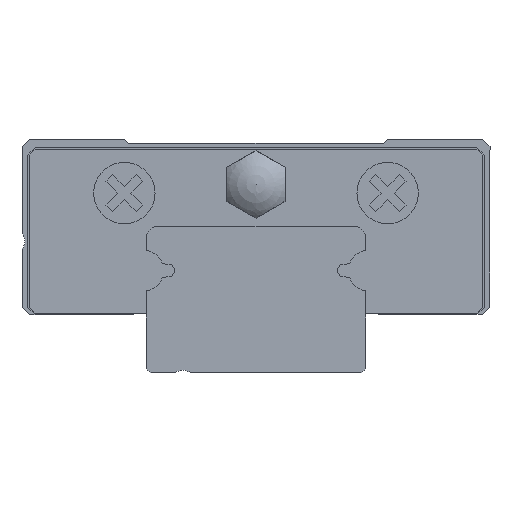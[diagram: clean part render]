
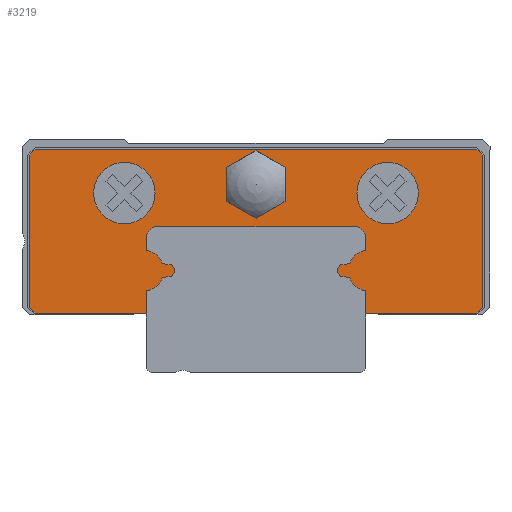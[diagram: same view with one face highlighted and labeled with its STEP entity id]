
A CAD part, front view. The second image highlights one B-rep face of the part: STEP entity #3219.
In plain terms, the highlighted planar face has unit normal (0, -1, 0).
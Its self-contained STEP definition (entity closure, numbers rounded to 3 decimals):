
#108=LINE('',#5740,#494);
#109=LINE('',#5743,#495);
#110=LINE('',#5745,#496);
#111=LINE('',#5747,#497);
#112=LINE('',#5749,#498);
#113=LINE('',#5751,#499);
#114=LINE('',#5753,#500);
#115=LINE('',#5757,#501);
#116=LINE('',#5761,#502);
#117=LINE('',#5765,#503);
#118=LINE('',#5769,#504);
#119=LINE('',#5773,#505);
#120=LINE('',#5777,#506);
#121=LINE('',#5781,#507);
#122=LINE('',#5785,#508);
#123=LINE('',#5787,#509);
#124=LINE('',#5789,#510);
#125=LINE('',#5791,#511);
#494=VECTOR('',#4836,1000.);
#495=VECTOR('',#4837,1000.);
#496=VECTOR('',#4838,1000.);
#497=VECTOR('',#4839,1000.);
#498=VECTOR('',#4840,1000.);
#499=VECTOR('',#4841,1000.);
#500=VECTOR('',#4842,1000.);
#501=VECTOR('',#4845,1000.);
#502=VECTOR('',#4848,1000.);
#503=VECTOR('',#4851,1000.);
#504=VECTOR('',#4854,1000.);
#505=VECTOR('',#4857,1000.);
#506=VECTOR('',#4860,1000.);
#507=VECTOR('',#4863,1000.);
#508=VECTOR('',#4866,1000.);
#509=VECTOR('',#4867,1000.);
#510=VECTOR('',#4868,1000.);
#511=VECTOR('',#4869,1000.);
#834=PLANE('',#4438);
#1135=ORIENTED_EDGE('',*,*,#1979,.T.);
#1136=ORIENTED_EDGE('',*,*,#1980,.F.);
#1137=ORIENTED_EDGE('',*,*,#1981,.T.);
#1138=ORIENTED_EDGE('',*,*,#1982,.T.);
#1139=ORIENTED_EDGE('',*,*,#1983,.T.);
#1140=ORIENTED_EDGE('',*,*,#1984,.T.);
#1141=ORIENTED_EDGE('',*,*,#1985,.T.);
#1142=ORIENTED_EDGE('',*,*,#1986,.T.);
#1143=ORIENTED_EDGE('',*,*,#1987,.T.);
#1144=ORIENTED_EDGE('',*,*,#1988,.T.);
#1145=ORIENTED_EDGE('',*,*,#1989,.T.);
#1146=ORIENTED_EDGE('',*,*,#1990,.T.);
#1147=ORIENTED_EDGE('',*,*,#1991,.T.);
#1148=ORIENTED_EDGE('',*,*,#1992,.T.);
#1149=ORIENTED_EDGE('',*,*,#1993,.T.);
#1150=ORIENTED_EDGE('',*,*,#1994,.T.);
#1151=ORIENTED_EDGE('',*,*,#1995,.T.);
#1152=ORIENTED_EDGE('',*,*,#1996,.T.);
#1153=ORIENTED_EDGE('',*,*,#1997,.T.);
#1154=ORIENTED_EDGE('',*,*,#1998,.T.);
#1155=ORIENTED_EDGE('',*,*,#1999,.T.);
#1156=ORIENTED_EDGE('',*,*,#2000,.T.);
#1157=ORIENTED_EDGE('',*,*,#2001,.T.);
#1158=ORIENTED_EDGE('',*,*,#2002,.T.);
#1159=ORIENTED_EDGE('',*,*,#2003,.T.);
#1160=ORIENTED_EDGE('',*,*,#2004,.T.);
#1161=ORIENTED_EDGE('',*,*,#2005,.T.);
#1162=ORIENTED_EDGE('',*,*,#2006,.T.);
#1163=ORIENTED_EDGE('',*,*,#2007,.F.);
#1979=EDGE_CURVE('',#2416,#2416,#2695,.T.);
#1980=EDGE_CURVE('',#2417,#2417,#2696,.T.);
#1981=EDGE_CURVE('',#2418,#2419,#108,.T.);
#1982=EDGE_CURVE('',#2419,#2420,#109,.T.);
#1983=EDGE_CURVE('',#2420,#2421,#110,.T.);
#1984=EDGE_CURVE('',#2421,#2422,#111,.T.);
#1985=EDGE_CURVE('',#2422,#2423,#112,.T.);
#1986=EDGE_CURVE('',#2423,#2424,#113,.T.);
#1987=EDGE_CURVE('',#2424,#2425,#114,.T.);
#1988=EDGE_CURVE('',#2425,#2426,#2697,.T.);
#1989=EDGE_CURVE('',#2426,#2427,#115,.T.);
#1990=EDGE_CURVE('',#2427,#2428,#2698,.T.);
#1991=EDGE_CURVE('',#2428,#2429,#116,.T.);
#1992=EDGE_CURVE('',#2429,#2430,#2699,.T.);
#1993=EDGE_CURVE('',#2430,#2431,#117,.T.);
#1994=EDGE_CURVE('',#2431,#2432,#2700,.T.);
#1995=EDGE_CURVE('',#2432,#2433,#118,.T.);
#1996=EDGE_CURVE('',#2433,#2434,#2701,.T.);
#1997=EDGE_CURVE('',#2434,#2435,#119,.T.);
#1998=EDGE_CURVE('',#2435,#2436,#2702,.T.);
#1999=EDGE_CURVE('',#2436,#2437,#120,.T.);
#2000=EDGE_CURVE('',#2437,#2438,#2703,.T.);
#2001=EDGE_CURVE('',#2438,#2439,#121,.T.);
#2002=EDGE_CURVE('',#2439,#2440,#2704,.T.);
#2003=EDGE_CURVE('',#2440,#2441,#122,.T.);
#2004=EDGE_CURVE('',#2441,#2442,#123,.T.);
#2005=EDGE_CURVE('',#2442,#2443,#124,.T.);
#2006=EDGE_CURVE('',#2443,#2418,#125,.T.);
#2007=EDGE_CURVE('',#2444,#2444,#2705,.T.);
#2416=VERTEX_POINT('',#5737);
#2417=VERTEX_POINT('',#5739);
#2418=VERTEX_POINT('',#5741);
#2419=VERTEX_POINT('',#5742);
#2420=VERTEX_POINT('',#5744);
#2421=VERTEX_POINT('',#5746);
#2422=VERTEX_POINT('',#5748);
#2423=VERTEX_POINT('',#5750);
#2424=VERTEX_POINT('',#5752);
#2425=VERTEX_POINT('',#5754);
#2426=VERTEX_POINT('',#5756);
#2427=VERTEX_POINT('',#5758);
#2428=VERTEX_POINT('',#5760);
#2429=VERTEX_POINT('',#5762);
#2430=VERTEX_POINT('',#5764);
#2431=VERTEX_POINT('',#5766);
#2432=VERTEX_POINT('',#5768);
#2433=VERTEX_POINT('',#5770);
#2434=VERTEX_POINT('',#5772);
#2435=VERTEX_POINT('',#5774);
#2436=VERTEX_POINT('',#5776);
#2437=VERTEX_POINT('',#5778);
#2438=VERTEX_POINT('',#5780);
#2439=VERTEX_POINT('',#5782);
#2440=VERTEX_POINT('',#5784);
#2441=VERTEX_POINT('',#5786);
#2442=VERTEX_POINT('',#5788);
#2443=VERTEX_POINT('',#5790);
#2444=VERTEX_POINT('',#5793);
#2695=CIRCLE('',#4439,1.23);
#2696=CIRCLE('',#4440,2.1);
#2697=CIRCLE('',#4441,1.4);
#2698=CIRCLE('',#4442,0.47);
#2699=CIRCLE('',#4443,1.4);
#2700=CIRCLE('',#4444,1.15);
#2701=CIRCLE('',#4445,1.15);
#2702=CIRCLE('',#4446,1.4);
#2703=CIRCLE('',#4447,0.47);
#2704=CIRCLE('',#4448,1.4);
#2705=CIRCLE('',#4449,2.1);
#2771=EDGE_LOOP('',(#1135));
#2772=EDGE_LOOP('',(#1136));
#2773=EDGE_LOOP('',(#1137,#1138,#1139,#1140,#1141,#1142,#1143,#1144,#1145,
#1146,#1147,#1148,#1149,#1150,#1151,#1152,#1153,#1154,#1155,#1156,#1157,
#1158,#1159,#1160,#1161,#1162));
#2774=EDGE_LOOP('',(#1163));
#2983=FACE_BOUND('',#2771,.T.);
#2984=FACE_BOUND('',#2772,.T.);
#2985=FACE_BOUND('',#2773,.T.);
#2986=FACE_BOUND('',#2774,.T.);
#3219=ADVANCED_FACE('',(#2983,#2984,#2985,#2986),#834,.T.);
#4438=AXIS2_PLACEMENT_3D('',#5735,#4830,#4831);
#4439=AXIS2_PLACEMENT_3D('',#5736,#4832,#4833);
#4440=AXIS2_PLACEMENT_3D('',#5738,#4834,#4835);
#4441=AXIS2_PLACEMENT_3D('',#5755,#4843,#4844);
#4442=AXIS2_PLACEMENT_3D('',#5759,#4846,#4847);
#4443=AXIS2_PLACEMENT_3D('',#5763,#4849,#4850);
#4444=AXIS2_PLACEMENT_3D('',#5767,#4852,#4853);
#4445=AXIS2_PLACEMENT_3D('',#5771,#4855,#4856);
#4446=AXIS2_PLACEMENT_3D('',#5775,#4858,#4859);
#4447=AXIS2_PLACEMENT_3D('',#5779,#4861,#4862);
#4448=AXIS2_PLACEMENT_3D('',#5783,#4864,#4865);
#4449=AXIS2_PLACEMENT_3D('',#5792,#4870,#4871);
#4830=DIRECTION('',(0.,-1.,0.));
#4831=DIRECTION('',(0.,0.,-1.));
#4832=DIRECTION('',(0.,1.,0.));
#4833=DIRECTION('',(0.,0.,-1.));
#4834=DIRECTION('',(0.,-1.,0.));
#4835=DIRECTION('',(1.,0.,0.));
#4836=DIRECTION('',(-0.707,0.,0.707));
#4837=DIRECTION('',(-1.,0.,0.));
#4838=DIRECTION('',(-0.707,0.,-0.707));
#4839=DIRECTION('',(0.,0.,-1.));
#4840=DIRECTION('',(0.707,0.,-0.707));
#4841=DIRECTION('',(1.,0.,0.));
#4842=DIRECTION('',(0.,0.,1.));
#4843=DIRECTION('',(0.,-1.,0.));
#4844=DIRECTION('',(1.,0.,0.));
#4845=DIRECTION('',(0.991,0.,0.135));
#4846=DIRECTION('',(0.,-1.,0.));
#4847=DIRECTION('',(-1.,0.,0.));
#4848=DIRECTION('',(-0.991,0.,0.135));
#4849=DIRECTION('',(0.,-1.,0.));
#4850=DIRECTION('',(1.,0.,0.));
#4851=DIRECTION('',(0.,0.,1.));
#4852=DIRECTION('',(0.,1.,0.));
#4853=DIRECTION('',(1.,0.,0.));
#4854=DIRECTION('',(1.,0.,0.));
#4855=DIRECTION('',(0.,1.,0.));
#4856=DIRECTION('',(1.,0.,0.));
#4857=DIRECTION('',(0.,0.,-1.));
#4858=DIRECTION('',(0.,-1.,0.));
#4859=DIRECTION('',(1.,0.,0.));
#4860=DIRECTION('',(-0.991,0.,-0.135));
#4861=DIRECTION('',(0.,-1.,0.));
#4862=DIRECTION('',(1.,0.,0.));
#4863=DIRECTION('',(0.991,0.,-0.135));
#4864=DIRECTION('',(0.,-1.,0.));
#4865=DIRECTION('',(1.,0.,0.));
#4866=DIRECTION('',(0.,0.,-1.));
#4867=DIRECTION('',(1.,0.,0.));
#4868=DIRECTION('',(0.707,0.,0.707));
#4869=DIRECTION('',(0.,0.,1.));
#4870=DIRECTION('',(0.,-1.,0.));
#4871=DIRECTION('',(1.,0.,0.));
#5735=CARTESIAN_POINT('',(-7.716,-16.,7.));
#5736=CARTESIAN_POINT('',(0.,-16.,12.9));
#5737=CARTESIAN_POINT('',(0.,-16.,11.671));
#5738=CARTESIAN_POINT('',(9.,-16.,12.3));
#5739=CARTESIAN_POINT('',(11.1,-16.,12.3));
#5740=CARTESIAN_POINT('',(15.5,-16.,14.9));
#5741=CARTESIAN_POINT('',(15.5,-16.,14.9));
#5742=CARTESIAN_POINT('',(15.1,-16.,15.3));
#5743=CARTESIAN_POINT('',(15.1,-16.,15.3));
#5744=CARTESIAN_POINT('',(-15.1,-16.,15.3));
#5745=CARTESIAN_POINT('',(-15.1,-16.,15.3));
#5746=CARTESIAN_POINT('',(-15.5,-16.,14.9));
#5747=CARTESIAN_POINT('',(-15.5,-16.,14.9));
#5748=CARTESIAN_POINT('',(-15.5,-16.,4.5));
#5749=CARTESIAN_POINT('',(-15.5,-16.,4.5));
#5750=CARTESIAN_POINT('',(-15.1,-16.,4.1));
#5751=CARTESIAN_POINT('',(-15.1,-16.,4.1));
#5752=CARTESIAN_POINT('',(-7.5,-16.,4.1));
#5753=CARTESIAN_POINT('',(-7.5,-16.,4.1));
#5754=CARTESIAN_POINT('',(-7.5,-16.,5.617));
#5755=CARTESIAN_POINT('',(-7.716,-16.,7.));
#5756=CARTESIAN_POINT('',(-6.399,-16.,6.526));
#5757=CARTESIAN_POINT('',(-6.399,-16.,6.526));
#5758=CARTESIAN_POINT('',(-5.79,-16.,6.609));
#5759=CARTESIAN_POINT('',(-6.05,-16.,7.));
#5760=CARTESIAN_POINT('',(-5.79,-16.,7.391));
#5761=CARTESIAN_POINT('',(-5.79,-16.,7.391));
#5762=CARTESIAN_POINT('',(-6.399,-16.,7.474));
#5763=CARTESIAN_POINT('',(-7.716,-16.,7.));
#5764=CARTESIAN_POINT('',(-7.5,-16.,8.383));
#5765=CARTESIAN_POINT('',(-7.5,-16.,8.383));
#5766=CARTESIAN_POINT('',(-7.5,-16.,9.419));
#5767=CARTESIAN_POINT('',(-6.45,-16.,8.95));
#5768=CARTESIAN_POINT('',(-6.919,-16.,10.));
#5769=CARTESIAN_POINT('',(-6.919,-16.,10.));
#5770=CARTESIAN_POINT('',(6.919,-16.,10.));
#5771=CARTESIAN_POINT('',(6.45,-16.,8.95));
#5772=CARTESIAN_POINT('',(7.5,-16.,9.419));
#5773=CARTESIAN_POINT('',(7.5,-16.,9.419));
#5774=CARTESIAN_POINT('',(7.5,-16.,8.383));
#5775=CARTESIAN_POINT('',(7.716,-16.,7.));
#5776=CARTESIAN_POINT('',(6.399,-16.,7.474));
#5777=CARTESIAN_POINT('',(6.399,-16.,7.474));
#5778=CARTESIAN_POINT('',(5.79,-16.,7.391));
#5779=CARTESIAN_POINT('',(6.05,-16.,7.));
#5780=CARTESIAN_POINT('',(5.79,-16.,6.609));
#5781=CARTESIAN_POINT('',(5.79,-16.,6.609));
#5782=CARTESIAN_POINT('',(6.399,-16.,6.526));
#5783=CARTESIAN_POINT('',(7.716,-16.,7.));
#5784=CARTESIAN_POINT('',(7.5,-16.,5.617));
#5785=CARTESIAN_POINT('',(7.5,-16.,5.617));
#5786=CARTESIAN_POINT('',(7.5,-16.,4.1));
#5787=CARTESIAN_POINT('',(7.5,-16.,4.1));
#5788=CARTESIAN_POINT('',(15.1,-16.,4.1));
#5789=CARTESIAN_POINT('',(15.1,-16.,4.1));
#5790=CARTESIAN_POINT('',(15.5,-16.,4.5));
#5791=CARTESIAN_POINT('',(15.5,-16.,4.5));
#5792=CARTESIAN_POINT('',(-9.,-16.,12.3));
#5793=CARTESIAN_POINT('',(-6.9,-16.,12.3));
